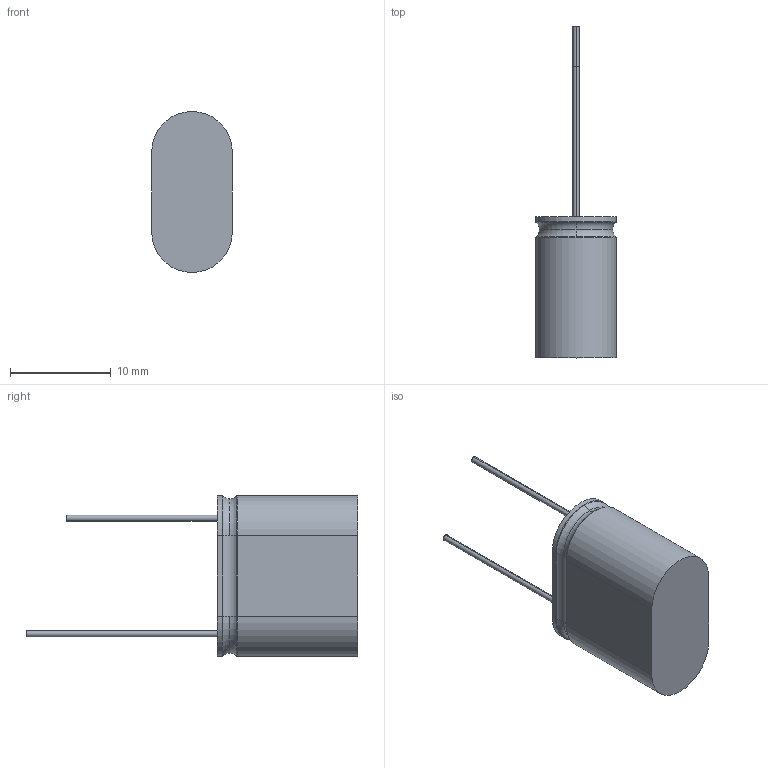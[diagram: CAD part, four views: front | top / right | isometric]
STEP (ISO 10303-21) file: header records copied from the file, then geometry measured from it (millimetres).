
FILE_DESCRIPTION (( 'STEP AP214' ), '1' );
FILE_NAME ('SCMR14C474PRBA0.STEP', '2023-08-23T06:46:14', ( '' ), ( '' ), 'SwSTEP 2.0', 'SolidWorks 2021', '' );
FILE_SCHEMA (( 'AUTOMOTIVE_DESIGN' ));
Length unit declared in the file: millimetre
Products named in the file (1): SCMR14C474PRBA0
Bounding box: 8 x 33 x 16 mm (x, y, z)
Volume: 1595.3 mm3; surface area: 1103.7 mm2
Topology: 4 solids, 4 shells, 40 faces, 81 edges, 49 vertices
Faces by surface type: plane 16, cylinder 12, torus 6, cone 6
Entity records: 1549 total; most frequent: DIRECTION 206, CARTESIAN_POINT 171, ORIENTED_EDGE 162, AXIS2_PLACEMENT_3D 84, EDGE_CURVE 81, VERTEX_POINT 49, UNCERTAINTY_MEASURE_WITH_UNIT 46, FILL_AREA_STYLE_COLOUR 45
